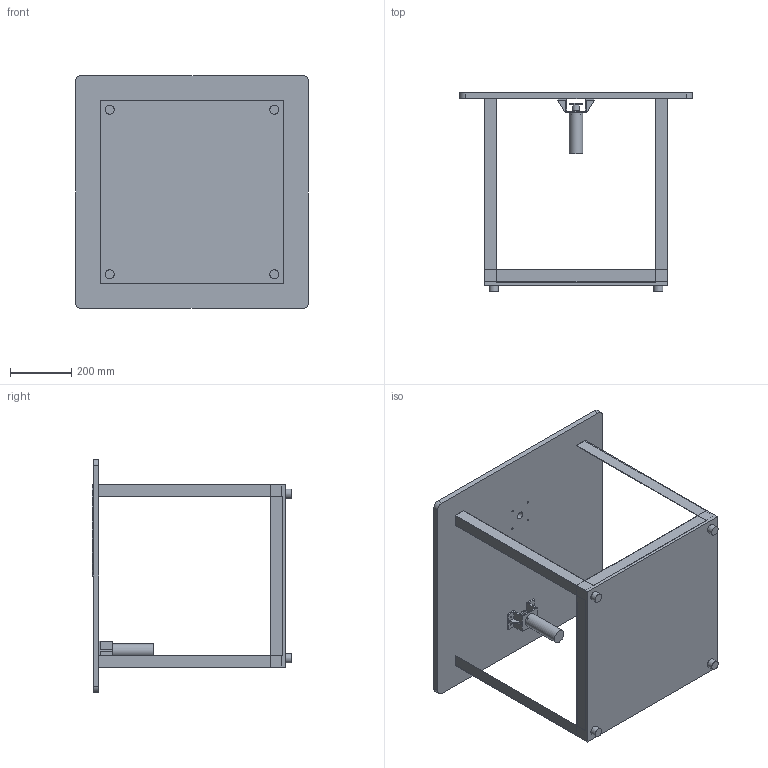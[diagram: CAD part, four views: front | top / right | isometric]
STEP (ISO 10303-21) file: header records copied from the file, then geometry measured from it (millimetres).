
FILE_DESCRIPTION(/* description */ (''),/* implementation_level */ '2;1');
FILE_NAME(/* name */ '00_Foundation.stp',/* time_stamp */ '2023-10-08T11:26:24+05:30',/* author */ ('Abhinav'),/* organization */ (''),/* preprocessor_version */ 'ST-DEVELOPER v19',/* originating_system */ 'Autodesk Inventor 2023',/* authorisation */ '');
FILE_SCHEMA (('AUTOMOTIVE_DESIGN { 1 0 10303 214 3 1 1 }'));
Length unit declared in the file: millimetre
Products named in the file (6): Assembly1; Foundation-Base; Base_Motor_Mount; MOOOOT; Foundation-Fork; 11T-Sprocket
Assembly tree (5 placements, depth 2):
  Assembly1
    Foundation-Base
    Base_Motor_Mount
    MOOOOT
    Foundation-Fork
    11T-Sprocket
Bounding box: 760 x 651 x 760 mm (x, y, z)
Volume: 15093414.6 mm3; surface area: 2792884.5 mm2
Topology: 5 solids, 5 shells, 145 faces, 357 edges, 230 vertices
Faces by surface type: plane 100, cylinder 45
Full cylindrical faces by diameter (mm): 4 x8, 5 x20, 8 x1, 10 x1, 22 x1, 25 x2, 26.5 x1, 30 x4, 40 x1, 44.5 x1, 300 x1
Entity records: 4635 total; most frequent: DIRECTION 759, CARTESIAN_POINT 743, ORIENTED_EDGE 714, EDGE_CURVE 357, LINE 267, VECTOR 267, AXIS2_PLACEMENT_3D 246, VERTEX_POINT 230
